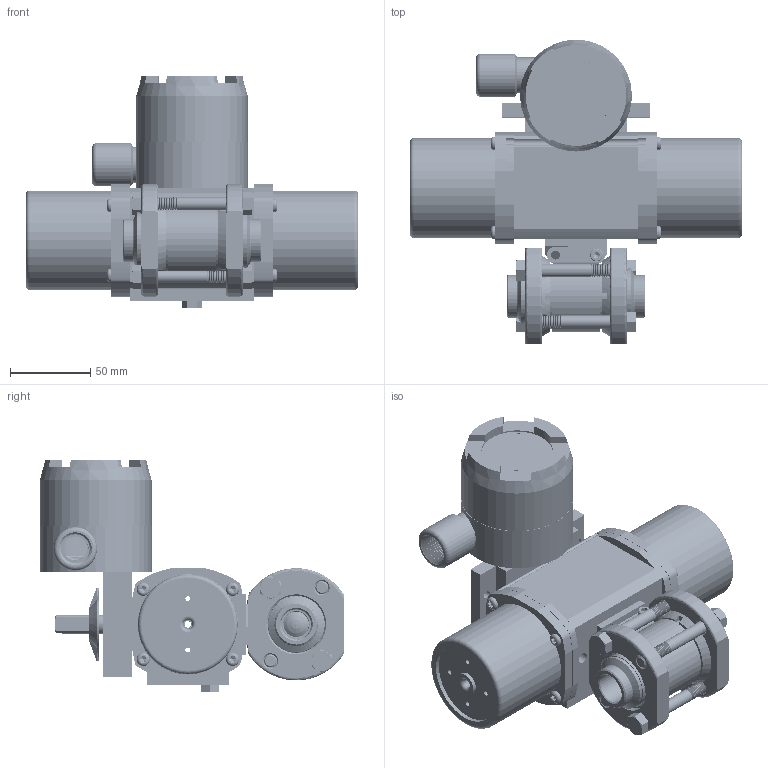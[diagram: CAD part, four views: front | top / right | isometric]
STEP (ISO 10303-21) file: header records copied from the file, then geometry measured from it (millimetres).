
FILE_DESCRIPTION (( 'STEP AP203' ), '1' );
FILE_NAME ('26XXTSWSA512SRLS.step', '2018-03-26T16:59:18', ( '' ), ( '' ), 'SwSTEP 2.0', 'SolidWorks 2017', '' );
FILE_SCHEMA (( 'CONFIG_CONTROL_DESIGN' ));
Products named in the file (1): 26XXTSWSA512SRLS
Bounding box: 206.38 x 189.17 x 144.65 mm (x, y, z)
Volume: 744650.6 mm3; surface area: 311658.5 mm2
Topology: 50 solids, 50 shells, 4452 faces, 11865 edges, 7511 vertices
Faces by surface type: cylinder 2362, cone 1145, plane 634, bspline 162, torus 147, sphere 2
Entity records: 210991 total; most frequent: CARTESIAN_POINT 106175, ORIENTED_EDGE 23490, DIRECTION 21290, EDGE_CURVE 11745, AXIS2_PLACEMENT_3D 8503, VERTEX_POINT 7507, EDGE_LOOP 4776, ADVANCED_FACE 4452
